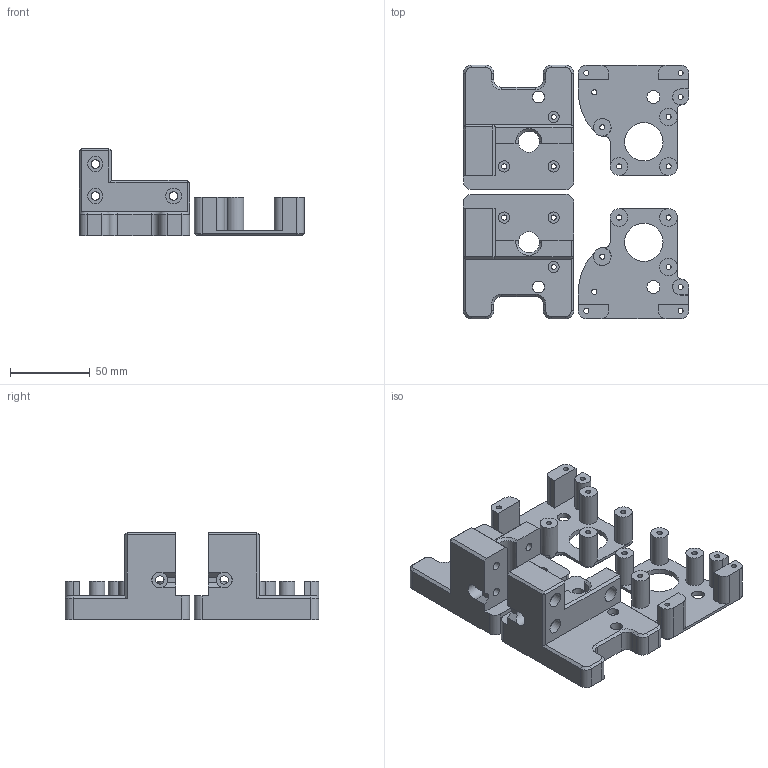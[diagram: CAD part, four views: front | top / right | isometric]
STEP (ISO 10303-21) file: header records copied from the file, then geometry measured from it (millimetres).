
FILE_DESCRIPTION(('FreeCAD Model'),'2;1');
FILE_NAME('Open CASCADE Shape Model','2025-11-13T17:11:25',(''),(''), 'Open CASCADE STEP processor 7.8','FreeCAD','Unknown');
FILE_SCHEMA(('AUTOMOTIVE_DESIGN { 1 0 10303 214 1 1 1 1 }'));
Length unit declared in the file: millimetre
Products named in the file (5): MotorMountMGN9Extended; BottomRight; BottomLeft; TopRight; TopLeft
Assembly tree (4 placements, depth 2):
  MotorMountMGN9Extended
    BottomRight
    BottomLeft
    TopRight
    TopLeft
Bounding box: 141 x 159 x 55 mm (x, y, z)
Volume: 252979.6 mm3; surface area: 77375.3 mm2
Topology: 4 solids, 4 shells, 302 faces, 732 edges, 458 vertices
Faces by surface type: plane 160, cylinder 106, cone 36
Full cylindrical faces by diameter (mm): 3.2 x22, 4.5 x10, 5.3 x10, 7 x6, 7.4 x2, 8.1 x2, 9.5 x4, 10 x4, 11 x8, 13.3 x2, 15.2 x2, 24 x2
Entity records: 9498 total; most frequent: CARTESIAN_POINT 1949, DIRECTION 1606, ORIENTED_EDGE 1464, EDGE_CURVE 732, AXIS2_PLACEMENT_3D 579, VERTEX_POINT 458, LINE 448, VECTOR 448
